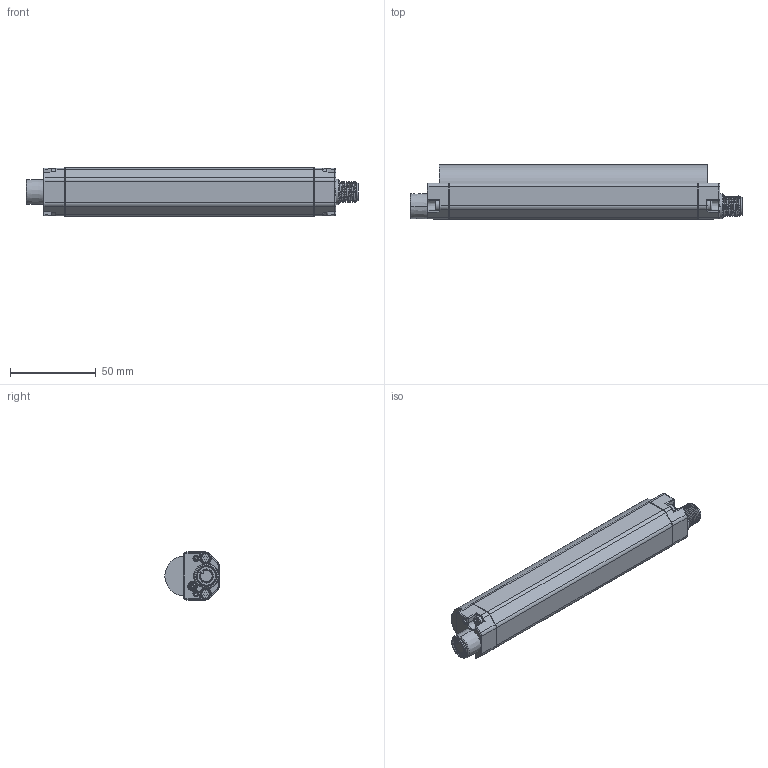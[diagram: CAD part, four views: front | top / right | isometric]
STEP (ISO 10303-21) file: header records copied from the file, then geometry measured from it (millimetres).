
FILE_DESCRIPTION((''),'2;1');
FILE_NAME('210139_ASM','2019-03-20T12:39:06',('pdmadmin'),('BANNER ENGINEERING'),'CREO PARAMETRIC BY PTC INC, 2018300','CREO PARAMETRIC BY PTC INC, 2018300','');
FILE_SCHEMA(('CONFIG_CONTROL_DESIGN'));
Products named in the file (21): 154026_AF0; 156544_AF0; 08427_AF0; 175710; 175711; 174499; WLS28-2_174500_AF0_ASM; 155834_AF2; 175604_AF8_ASM; 156545_AF0; 192380_AF0; 192381; 191965_AF0_ASM; 189859_WIRE; 189859_AF0_ASM; 155834_AF3; 175605_AF0_ASM; 166154_AF0; 47678; 157628; 210139_ASM
Assembly tree (27 placements, depth 5):
  210139_ASM
    154026_AF0
    175604_AF8_ASM
      156544_AF0
      WLS28-2_174500_AF0_ASM
        08427_AF0
        175710
        175711
        174499
      155834_AF2
    175605_AF0_ASM
      156545_AF0
      189859_AF0_ASM
        191965_AF0_ASM
          192380_AF0
          192381  x5
        189859_WIRE
      155834_AF3
    166154_AF0
    47678  x4
    157628
Bounding box: 193.64 x 31.65 x 28 mm (x, y, z)
Volume: 58254.7 mm3; surface area: 43005.1 mm2
Topology: 22 solids, 28 shells, 1247 faces, 3030 edges, 1873 vertices
Faces by surface type: cylinder 426, plane 384, cone 227, bspline 105, torus 83, sphere 22
Entity records: 46983 total; most frequent: CARTESIAN_POINT 23074, DIRECTION 5066, ORIENTED_EDGE 4874, EDGE_CURVE 2450, AXIS2_PLACEMENT_3D 2040, VERTEX_POINT 1529, EDGE_LOOP 1084, CIRCLE 1072
